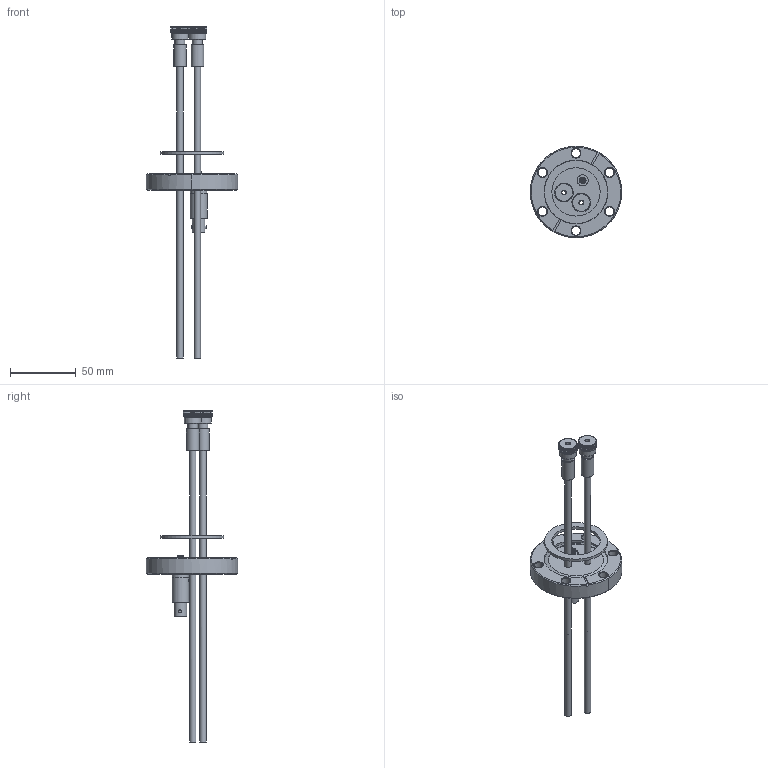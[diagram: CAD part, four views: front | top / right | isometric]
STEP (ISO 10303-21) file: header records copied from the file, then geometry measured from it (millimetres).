
FILE_DESCRIPTION(/* description */ (''),/* implementation_level */ '2;1');
FILE_NAME(/* name */ '206-878-G2 - CF40 Feedthrough, 1 Elec., 2 Tubes, U.T Fittings (Outline Model rev.A).stp',/* time_stamp */ '2024-08-01T11:22:30-04:00',/* author */ (''),/* organization */ (''),/* preprocessor_version */ 'ST-DEVELOPER v16.7',/* originating_system */ 'SIEMENS PLM Software NX 12.0',/* authorisation */ '');
FILE_SCHEMA (('AUTOMOTIVE_DESIGN { 1 0 10303 214 3 1 1 1 }'));
Length unit declared in the file: inch
Products named in the file (1): 206-878-G2-O_A_1-CF40 2T 1E W UTORR OUTLINE MODEL
Bounding box: 69.34 x 69.34 x 251.71 mm (x, y, z)
Volume: 55931.5 mm3; surface area: 30393.6 mm2
Topology: 2 solids, 2 shells, 340 faces, 895 edges, 586 vertices
Faces by surface type: plane 238, cylinder 50, cone 48, torus 2, extrusion 2
Full cylindrical faces by diameter (mm): 0.965 x1, 2.032 x3, 3.175 x4, 3.492 x2, 3.759 x1, 4.851 x4, 4.953 x1, 5.08 x1, 7.531 x2, 8.128 x1, 8.496 x1, 9.525 x3, 12.56 x1, 12.7 x2, 12.751 x2, 36.601 x1, 48.057 x1
Entity records: 10668 total; most frequent: CARTESIAN_POINT 3223, ORIENTED_EDGE 1638, DIRECTION 1248, EDGE_CURVE 819, VERTEX_POINT 563, AXIS2_PLACEMENT_3D 488, EDGE_LOOP 438, B_SPLINE_CURVE_WITH_KNOTS 402
